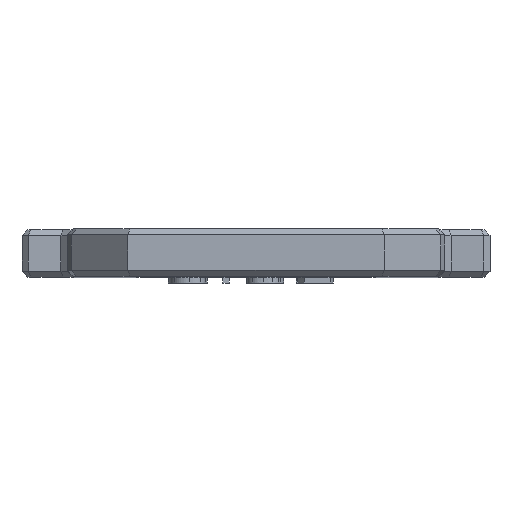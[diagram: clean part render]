
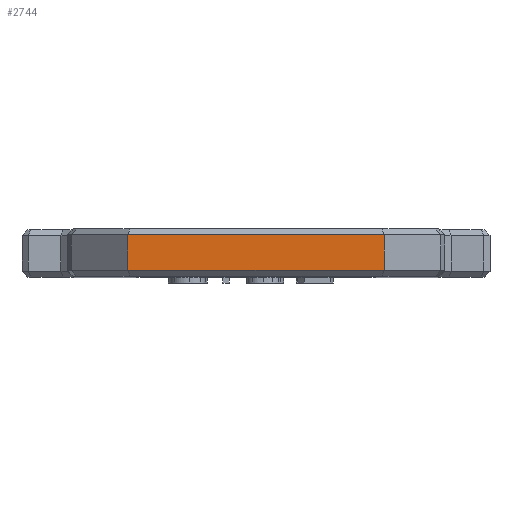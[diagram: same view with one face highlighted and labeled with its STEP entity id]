
A CAD part, top view. The second image highlights one B-rep face of the part: STEP entity #2744.
In plain terms, the highlighted face is planar.
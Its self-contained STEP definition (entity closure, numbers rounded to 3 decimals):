
#1130 = VERTEX_POINT('',#1131);
#1131 = CARTESIAN_POINT('',(-2.16,9.53,0.1));
#1178 = VERTEX_POINT('',#1179);
#1179 = CARTESIAN_POINT('',(2.16,9.53,0.1));
#1185 = EDGE_CURVE('',#1178,#1130,#1186,.T.);
#1186 = LINE('',#1187,#1188);
#1187 = CARTESIAN_POINT('',(2.16,9.53,0.1));
#1188 = VECTOR('',#1189,1.);
#1189 = DIRECTION('',(-1.,0.,0.));
#1950 = VERTEX_POINT('',#1951);
#1951 = CARTESIAN_POINT('',(-2.16,9.53,0.7));
#1998 = VERTEX_POINT('',#1999);
#1999 = CARTESIAN_POINT('',(2.16,9.53,0.7));
#2005 = EDGE_CURVE('',#1998,#1950,#2006,.T.);
#2006 = LINE('',#2007,#2008);
#2007 = CARTESIAN_POINT('',(2.16,9.53,0.7));
#2008 = VECTOR('',#2009,1.);
#2009 = DIRECTION('',(-1.,0.,0.));
#2714 = EDGE_CURVE('',#1130,#1950,#2715,.T.);
#2715 = LINE('',#2716,#2717);
#2716 = CARTESIAN_POINT('',(-2.16,9.53,0.));
#2717 = VECTOR('',#2718,1.);
#2718 = DIRECTION('',(0.,0.,1.));
#2744 = ADVANCED_FACE('',(#2745),#2756,.F.);
#2745 = FACE_BOUND('',#2746,.F.);
#2746 = EDGE_LOOP('',(#2747,#2753,#2754,#2755));
#2747 = ORIENTED_EDGE('',*,*,#2748,.T.);
#2748 = EDGE_CURVE('',#1178,#1998,#2749,.T.);
#2749 = LINE('',#2750,#2751);
#2750 = CARTESIAN_POINT('',(2.16,9.53,0.));
#2751 = VECTOR('',#2752,1.);
#2752 = DIRECTION('',(0.,0.,1.));
#2753 = ORIENTED_EDGE('',*,*,#2005,.T.);
#2754 = ORIENTED_EDGE('',*,*,#2714,.F.);
#2755 = ORIENTED_EDGE('',*,*,#1185,.F.);
#2756 = PLANE('',#2757);
#2757 = AXIS2_PLACEMENT_3D('',#2758,#2759,#2760);
#2758 = CARTESIAN_POINT('',(2.16,9.53,0.));
#2759 = DIRECTION('',(0.,-1.,0.));
#2760 = DIRECTION('',(-1.,0.,0.));
